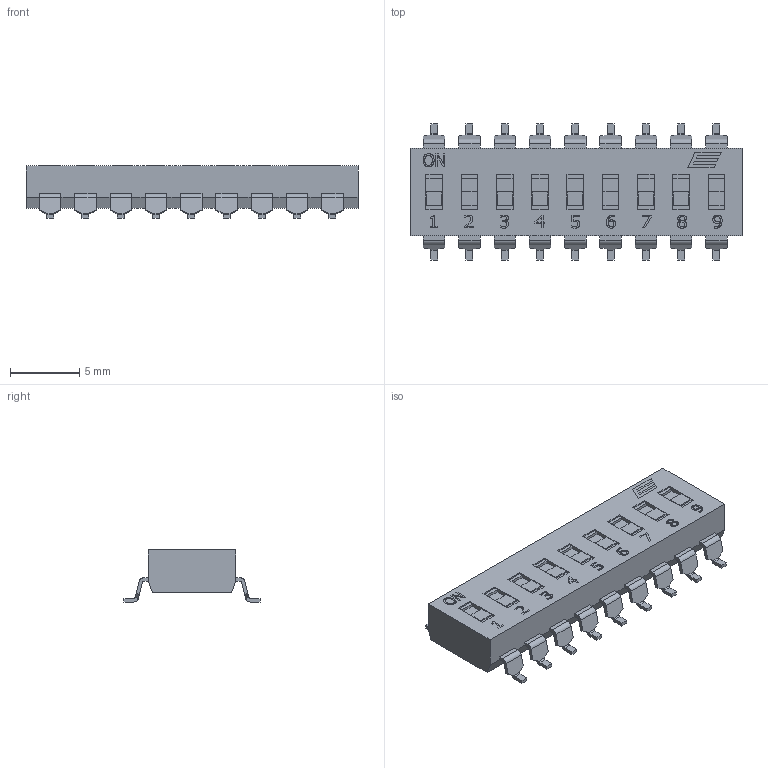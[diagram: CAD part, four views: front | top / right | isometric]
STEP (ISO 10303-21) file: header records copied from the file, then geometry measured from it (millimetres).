
FILE_DESCRIPTION(/* description */ (''),/* implementation_level */ '2;1');
FILE_NAME(/* name */ 'KAE09SGGx.stp',/* time_stamp */ '2025-05-21T10:05:56-05:00',/* author */ ('mroman'),/* organization */ (''),/* preprocessor_version */ 'ST-DEVELOPER v18.1',/* originating_system */ 'Autodesk Inventor 2022',/* authorisation */ '');
FILE_SCHEMA (('AUTOMOTIVE_DESIGN { 1 0 10303 214 3 1 1 }'));
Length unit declared in the file: centimetre
Products named in the file (1): KAE09SGGx
Bounding box: 23.9 x 9.8 x 3.75 mm (x, y, z)
Volume: 463.6 mm3; surface area: 635.1 mm2
Topology: 1 solids, 1 shells, 662 faces, 1773 edges, 1140 vertices
Faces by surface type: plane 475, bspline 115, cylinder 72
Entity records: 21286 total; most frequent: CARTESIAN_POINT 5439, ORIENTED_EDGE 3546, DIRECTION 2783, EDGE_CURVE 1773, LINE 1399, VECTOR 1399, VERTEX_POINT 1140, AXIS2_PLACEMENT_3D 692
